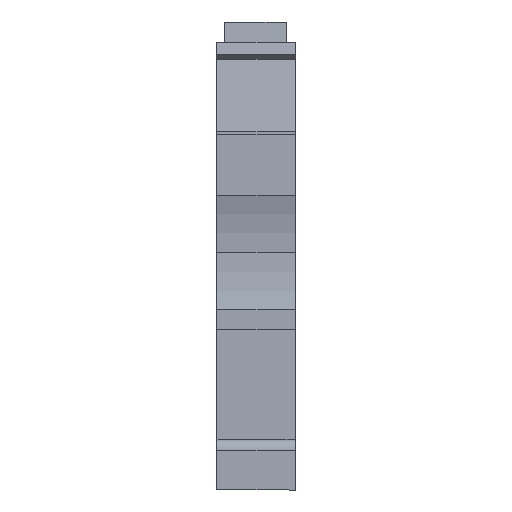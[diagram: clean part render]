
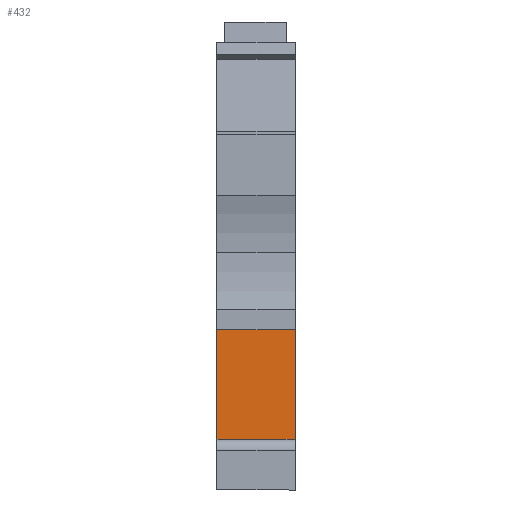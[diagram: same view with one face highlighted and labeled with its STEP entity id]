
A CAD part, front view. The second image highlights one B-rep face of the part: STEP entity #432.
In plain terms, the highlighted planar face has unit normal (0, -1, 0).
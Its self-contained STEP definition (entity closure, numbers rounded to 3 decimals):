
#432=ADVANCED_FACE('',(#935),#936,.F.);
#935=FACE_OUTER_BOUND('',#1503,.T.);
#936=PLANE('',#1504);
#1503=EDGE_LOOP('',(#2859,#2860,#2861,#2862,#2863,#2864));
#1504=AXIS2_PLACEMENT_3D('',#2865,#2866,#2867);
#2859=ORIENTED_EDGE('',*,*,#3613,.T.);
#2860=ORIENTED_EDGE('',*,*,#3983,.F.);
#2861=ORIENTED_EDGE('',*,*,#3871,.F.);
#2862=ORIENTED_EDGE('',*,*,#3966,.T.);
#2863=ORIENTED_EDGE('',*,*,#4031,.T.);
#2864=ORIENTED_EDGE('',*,*,#4032,.T.);
#2865=CARTESIAN_POINT('',(0.,3.6,12.1));
#2866=DIRECTION('',(0.,1.0,0.));
#2867=DIRECTION('',(0.,0.,1.0));
#3613=EDGE_CURVE('',#4405,#4403,#4406,.T.);
#3871=EDGE_CURVE('',#4821,#4823,#4824,.T.);
#3966=EDGE_CURVE('',#4821,#4942,#4944,.T.);
#3983=EDGE_CURVE('',#4823,#4403,#4961,.T.);
#4031=EDGE_CURVE('',#4942,#5025,#5026,.T.);
#4032=EDGE_CURVE('',#5025,#4405,#5027,.T.);
#4403=VERTEX_POINT('',#6177);
#4405=VERTEX_POINT('',#6180);
#4406=LINE('',#6181,#6182);
#4821=VERTEX_POINT('',#6967);
#4823=VERTEX_POINT('',#6970);
#4824=LINE('',#6971,#6972);
#4942=VERTEX_POINT('',#7418);
#4944=LINE('',#7421,#7422);
#4961=LINE('',#7447,#7448);
#5025=VERTEX_POINT('',#7540);
#5026=LINE('',#7541,#7542);
#5027=LINE('',#7543,#7544);
#6177=CARTESIAN_POINT('',(6.15,3.6,12.6));
#6180=CARTESIAN_POINT('',(6.15,3.6,1.5));
#6181=CARTESIAN_POINT('',(6.15,3.6,15.25));
#6182=VECTOR('',#8704,1.0);
#6967=CARTESIAN_POINT('',(0.,3.6,4.));
#6970=CARTESIAN_POINT('',(0.,3.6,12.6));
#6971=CARTESIAN_POINT('',(0.,3.6,15.25));
#6972=VECTOR('',#8977,1.0);
#7418=CARTESIAN_POINT('',(1.,3.6,4.));
#7421=CARTESIAN_POINT('',(5.15,3.6,4.));
#7422=VECTOR('',#9049,1.0);
#7447=CARTESIAN_POINT('',(0.,3.6,12.6));
#7448=VECTOR('',#9058,1.0);
#7540=CARTESIAN_POINT('',(1.,3.6,1.5));
#7541=CARTESIAN_POINT('',(1.,3.6,15.25));
#7542=VECTOR('',#9093,1.0);
#7543=CARTESIAN_POINT('',(0.,3.6,1.5));
#7544=VECTOR('',#9094,1.0);
#8704=DIRECTION('',(0.,0.,1.0));
#8977=DIRECTION('',(0.,0.,1.0));
#9049=DIRECTION('',(1.0,0.,0.));
#9058=DIRECTION('',(1.0,0.,0.));
#9093=DIRECTION('',(0.,0.,-1.0));
#9094=DIRECTION('',(1.0,0.,0.));
